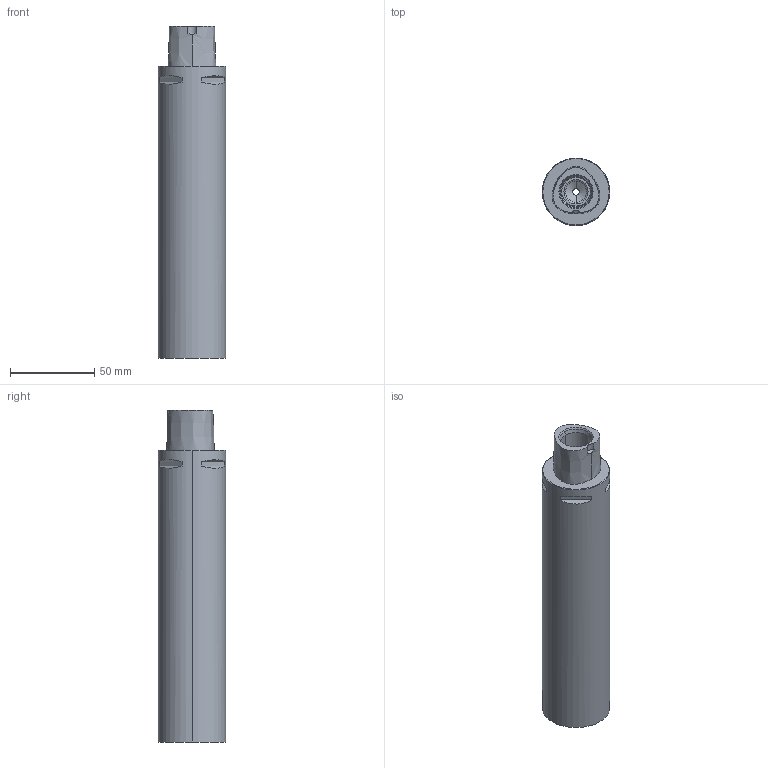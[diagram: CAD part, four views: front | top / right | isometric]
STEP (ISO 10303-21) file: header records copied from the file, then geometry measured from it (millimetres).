
FILE_DESCRIPTION((''),'2;1');
FILE_NAME('8419844095','2022-12-08T10:16:34',('thiemer'),(''),'CREO PARAMETRIC BY PTC INC, 2021164','CREO PARAMETRIC BY PTC INC, 2021164','');
FILE_SCHEMA(('AUTOMOTIVE_DESIGN { 1 0 10303 214 1 1 1 1 }'));
Length unit declared in the file: millimetre
Products named in the file (1): 8419844095
Bounding box: 40 x 40 x 197 mm (x, y, z)
Volume: 221961.5 mm3; surface area: 30079.2 mm2
Topology: 1 solids, 1 shells, 40 faces, 82 edges, 50 vertices
Faces by surface type: plane 16, cone 13, cylinder 9, bspline 2
Entity records: 1847 total; most frequent: CARTESIAN_POINT 470, DIRECTION 208, ORIENTED_EDGE 164, PRESENTATION_STYLE_ASSIGNMENT 95, STYLED_ITEM 95, CURVE_STYLE 94, EDGE_CURVE 82, AXIS2_PLACEMENT_3D 81
